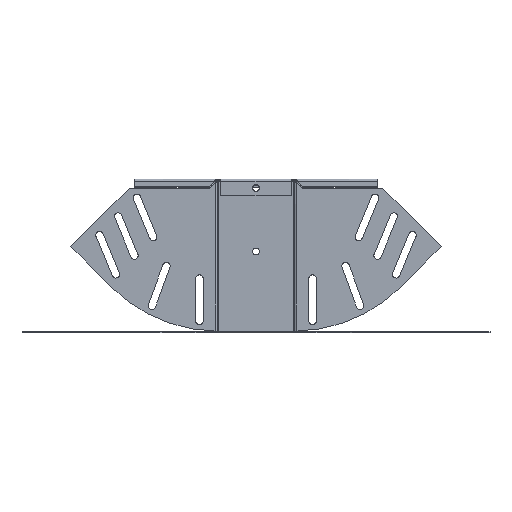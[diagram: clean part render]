
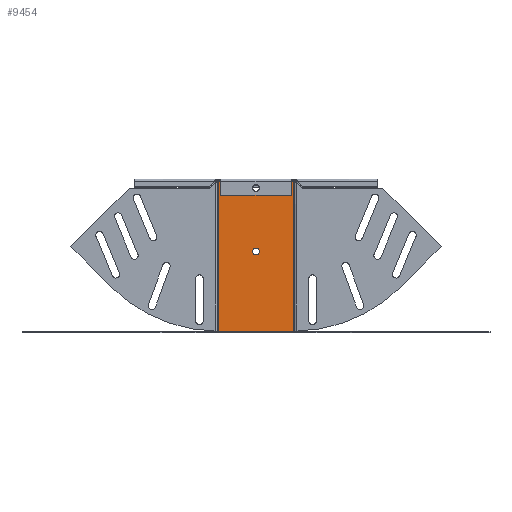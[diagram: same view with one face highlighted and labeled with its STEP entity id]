
A CAD part, front view. The second image highlights one B-rep face of the part: STEP entity #9454.
In plain terms, the highlighted planar face has unit normal (0, -1, 0).
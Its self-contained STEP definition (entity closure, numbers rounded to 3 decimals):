
#133 = DIRECTION ( 'NONE',  ( 0., 0., 1. ) ) ;
#161 = CARTESIAN_POINT ( 'NONE',  ( 35.586, -1., 0. ) ) ;
#320 = ORIENTED_EDGE ( 'NONE', *, *, #11121, .F. ) ;
#370 = CIRCLE ( 'NONE', #11249, 3.1 ) ;
#491 = CARTESIAN_POINT ( 'NONE',  ( 0., -1., -6.5 ) ) ;
#664 = CIRCLE ( 'NONE', #8137, 3.1 ) ;
#759 = ORIENTED_EDGE ( 'NONE', *, *, #10706, .T. ) ;
#1085 = VERTEX_POINT ( 'NONE', #8059 ) ;
#1195 = EDGE_CURVE ( 'NONE', #2212, #7285, #664, .T. ) ;
#1293 = DIRECTION ( 'NONE',  ( 0., -1., 0. ) ) ;
#1320 = EDGE_CURVE ( 'NONE', #10628, #2262, #2821, .T. ) ;
#1498 = CARTESIAN_POINT ( 'NONE',  ( -35.5, -1., 2.25 ) ) ;
#1532 = EDGE_CURVE ( 'NONE', #5589, #6456, #12332, .T. ) ;
#1745 = CARTESIAN_POINT ( 'NONE',  ( -35.586, -1., 0. ) ) ;
#1746 = EDGE_CURVE ( 'NONE', #7285, #2212, #370, .T. ) ;
#1910 = VERTEX_POINT ( 'NONE', #2407 ) ;
#2212 = VERTEX_POINT ( 'NONE', #7375 ) ;
#2239 = LINE ( 'NONE', #6504, #12790 ) ;
#2262 = VERTEX_POINT ( 'NONE', #161 ) ;
#2403 = CARTESIAN_POINT ( 'NONE',  ( 35.586, -1., -141.75 ) ) ;
#2407 = CARTESIAN_POINT ( 'NONE',  ( 0., -1., -63.4 ) ) ;
#2821 = LINE ( 'NONE', #7693, #10719 ) ;
#2891 = DIRECTION ( 'NONE',  ( 0., 1., 0. ) ) ;
#2948 = CARTESIAN_POINT ( 'NONE',  ( 35.586, -1., 2.25 ) ) ;
#3151 = EDGE_CURVE ( 'NONE', #6456, #2262, #5936, .T. ) ;
#3255 = FACE_BOUND ( 'NONE', #5147, .T. ) ;
#3292 = AXIS2_PLACEMENT_3D ( 'NONE', #1498, #5796, #10720 ) ;
#3319 = DIRECTION ( 'NONE',  ( 0., 0., 1. ) ) ;
#3507 = VECTOR ( 'NONE', #8550, 1000. ) ;
#3970 = VECTOR ( 'NONE', #10045, 1000. ) ;
#4361 = AXIS2_PLACEMENT_3D ( 'NONE', #6316, #12490, #3319 ) ;
#4507 = CARTESIAN_POINT ( 'NONE',  ( 0., -1., -66.5 ) ) ;
#4515 = ORIENTED_EDGE ( 'NONE', *, *, #9336, .F. ) ;
#4610 = ORIENTED_EDGE ( 'NONE', *, *, #3151, .T. ) ;
#4662 = CIRCLE ( 'NONE', #12155, 3.1 ) ;
#5147 = EDGE_LOOP ( 'NONE', ( #9027, #8123 ) ) ;
#5173 = FACE_OUTER_BOUND ( 'NONE', #8432, .T. ) ;
#5201 = CIRCLE ( 'NONE', #3292, 144. ) ;
#5276 = DIRECTION ( 'NONE',  ( 0., 0., 1. ) ) ;
#5589 = VERTEX_POINT ( 'NONE', #9015 ) ;
#5796 = DIRECTION ( 'NONE',  ( 0., 1., 0. ) ) ;
#5832 = VERTEX_POINT ( 'NONE', #6205 ) ;
#5890 = CARTESIAN_POINT ( 'NONE',  ( 0., -1., -3.4 ) ) ;
#5936 = LINE ( 'NONE', #2948, #3970 ) ;
#6205 = CARTESIAN_POINT ( 'NONE',  ( 0., -1., -69.6 ) ) ;
#6316 = CARTESIAN_POINT ( 'NONE',  ( -35.5, -1., 2.25 ) ) ;
#6456 = VERTEX_POINT ( 'NONE', #2403 ) ;
#6504 = CARTESIAN_POINT ( 'NONE',  ( -35.586, -1., 2.25 ) ) ;
#6773 = CIRCLE ( 'NONE', #9585, 3.1 ) ;
#6973 = AXIS2_PLACEMENT_3D ( 'NONE', #11713, #1293, #5276 ) ;
#7252 = DIRECTION ( 'NONE',  ( 0., 1., 0. ) ) ;
#7285 = VERTEX_POINT ( 'NONE', #5890 ) ;
#7328 = PLANE ( 'NONE',  #4361 ) ;
#7375 = CARTESIAN_POINT ( 'NONE',  ( 0., -1., -9.6 ) ) ;
#7693 = CARTESIAN_POINT ( 'NONE',  ( -9.5, -1., 0. ) ) ;
#7785 = VERTEX_POINT ( 'NONE', #11852 ) ;
#7871 = ORIENTED_EDGE ( 'NONE', *, *, #11787, .T. ) ;
#7964 = EDGE_LOOP ( 'NONE', ( #759, #7871 ) ) ;
#8018 = ORIENTED_EDGE ( 'NONE', *, *, #1320, .F. ) ;
#8059 = CARTESIAN_POINT ( 'NONE',  ( -35.586, -1., -141.75 ) ) ;
#8065 = LINE ( 'NONE', #8269, #3507 ) ;
#8123 = ORIENTED_EDGE ( 'NONE', *, *, #1195, .T. ) ;
#8137 = AXIS2_PLACEMENT_3D ( 'NONE', #491, #7252, #8340 ) ;
#8212 = DIRECTION ( 'NONE',  ( 0., 1., 0. ) ) ;
#8269 = CARTESIAN_POINT ( 'NONE',  ( 0., -1., -141.75 ) ) ;
#8340 = DIRECTION ( 'NONE',  ( 0., 0., 1. ) ) ;
#8344 = FACE_BOUND ( 'NONE', #7964, .T. ) ;
#8432 = EDGE_LOOP ( 'NONE', ( #4515, #9076, #4610, #8018, #320, #12978 ) ) ;
#8463 = DIRECTION ( 'NONE',  ( 0., 0., 1. ) ) ;
#8550 = DIRECTION ( 'NONE',  ( -1., 0., 0. ) ) ;
#8554 = DIRECTION ( 'NONE',  ( 0., 1., 0. ) ) ;
#8976 = CARTESIAN_POINT ( 'NONE',  ( 0., -1., -66.5 ) ) ;
#9015 = CARTESIAN_POINT ( 'NONE',  ( 35.5, -1., -141.75 ) ) ;
#9027 = ORIENTED_EDGE ( 'NONE', *, *, #1746, .T. ) ;
#9076 = ORIENTED_EDGE ( 'NONE', *, *, #1532, .T. ) ;
#9336 = EDGE_CURVE ( 'NONE', #5589, #7785, #8065, .T. ) ;
#9454 = ADVANCED_FACE ( 'NONE', ( #8344, #5173, #3255 ), #7328, .F. ) ;
#9585 = AXIS2_PLACEMENT_3D ( 'NONE', #4507, #8554, #12686 ) ;
#9920 = DIRECTION ( 'NONE',  ( 0., 0., 1. ) ) ;
#10045 = DIRECTION ( 'NONE',  ( 0., 0., 1. ) ) ;
#10628 = VERTEX_POINT ( 'NONE', #1745 ) ;
#10706 = EDGE_CURVE ( 'NONE', #1910, #5832, #6773, .T. ) ;
#10719 = VECTOR ( 'NONE', #10983, 1000. ) ;
#10720 = DIRECTION ( 'NONE',  ( 0., 0., 1. ) ) ;
#10983 = DIRECTION ( 'NONE',  ( 1., 0., 0. ) ) ;
#11121 = EDGE_CURVE ( 'NONE', #1085, #10628, #2239, .T. ) ;
#11158 = CARTESIAN_POINT ( 'NONE',  ( 0., -1., -6.5 ) ) ;
#11249 = AXIS2_PLACEMENT_3D ( 'NONE', #11158, #8212, #133 ) ;
#11713 = CARTESIAN_POINT ( 'NONE',  ( 35.5, -1., 2.25 ) ) ;
#11787 = EDGE_CURVE ( 'NONE', #5832, #1910, #4662, .T. ) ;
#11852 = CARTESIAN_POINT ( 'NONE',  ( -35.5, -1., -141.75 ) ) ;
#12155 = AXIS2_PLACEMENT_3D ( 'NONE', #8976, #2891, #9920 ) ;
#12332 = CIRCLE ( 'NONE', #6973, 144. ) ;
#12490 = DIRECTION ( 'NONE',  ( 0., 1., 0. ) ) ;
#12686 = DIRECTION ( 'NONE',  ( 0., 0., 1. ) ) ;
#12790 = VECTOR ( 'NONE', #8463, 1000. ) ;
#12978 = ORIENTED_EDGE ( 'NONE', *, *, #13043, .F. ) ;
#13043 = EDGE_CURVE ( 'NONE', #7785, #1085, #5201, .T. ) ;
